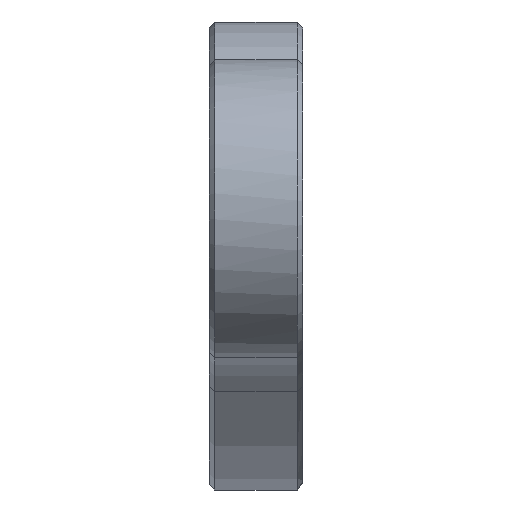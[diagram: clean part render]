
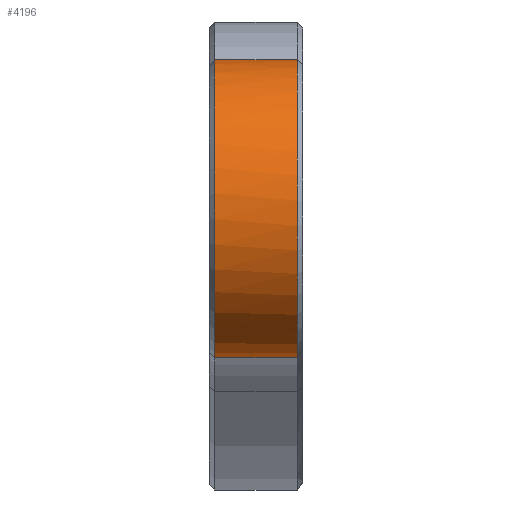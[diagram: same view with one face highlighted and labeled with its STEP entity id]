
A CAD part, left-side view. The second image highlights one B-rep face of the part: STEP entity #4196.
In plain terms, the highlighted cylindrical face has radius 8 mm (diameter 16 mm), a partial arc.
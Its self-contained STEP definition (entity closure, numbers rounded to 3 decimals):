
#19 = CIRCLE ( 'NONE', #4346, 8. ) ;
#45 = ORIENTED_EDGE ( 'NONE', *, *, #2969, .T. ) ;
#252 = CARTESIAN_POINT ( 'NONE',  ( 0., 2.2, 0. ) ) ;
#315 = CARTESIAN_POINT ( 'NONE',  ( 0., -2.2, 8. ) ) ;
#513 = DIRECTION ( 'NONE',  ( 0., -1., 0. ) ) ;
#766 = AXIS2_PLACEMENT_3D ( 'NONE', #252, #2618, #2024 ) ;
#832 = CARTESIAN_POINT ( 'NONE',  ( 5.682, 2.5, 5.632 ) ) ;
#977 = DIRECTION ( 'NONE',  ( 0., 0., 1. ) ) ;
#1176 = AXIS2_PLACEMENT_3D ( 'NONE', #2132, #513, #5225 ) ;
#1407 = LINE ( 'NONE', #832, #2846 ) ;
#1535 = CARTESIAN_POINT ( 'NONE',  ( -0.922, 2.5, -7.947 ) ) ;
#1588 = FACE_OUTER_BOUND ( 'NONE', #5174, .T. ) ;
#1672 = VECTOR ( 'NONE', #5101, 1000. ) ;
#1679 = EDGE_CURVE ( 'NONE', #7320, #7205, #4248, .T. ) ;
#2024 = DIRECTION ( 'NONE',  ( 0., 0., 1. ) ) ;
#2132 = CARTESIAN_POINT ( 'NONE',  ( 0., 2.5, 0. ) ) ;
#2618 = DIRECTION ( 'NONE',  ( 0., -1., 0. ) ) ;
#2846 = VECTOR ( 'NONE', #3243, 1000. ) ;
#2969 = EDGE_CURVE ( 'NONE', #7242, #4506, #4480, .T. ) ;
#3199 = ORIENTED_EDGE ( 'NONE', *, *, #1679, .T. ) ;
#3243 = DIRECTION ( 'NONE',  ( 0., -1., 0. ) ) ;
#3630 = AXIS2_PLACEMENT_3D ( 'NONE', #7549, #6250, #977 ) ;
#3713 = CARTESIAN_POINT ( 'NONE',  ( 0., -2.2, 0. ) ) ;
#3733 = EDGE_CURVE ( 'NONE', #5560, #7320, #19, .T. ) ;
#3880 = CARTESIAN_POINT ( 'NONE',  ( 5.682, 2.2, 5.632 ) ) ;
#4042 = ORIENTED_EDGE ( 'NONE', *, *, #4537, .T. ) ;
#4196 = ADVANCED_FACE ( 'NONE', ( #1588 ), #5796, .T. ) ;
#4248 = CIRCLE ( 'NONE', #3630, 8. ) ;
#4259 = DIRECTION ( 'NONE',  ( 0., 1., 0. ) ) ;
#4277 = ORIENTED_EDGE ( 'NONE', *, *, #3733, .T. ) ;
#4292 = DIRECTION ( 'NONE',  ( 0., 0., 1. ) ) ;
#4346 = AXIS2_PLACEMENT_3D ( 'NONE', #3713, #4259, #4292 ) ;
#4480 = CIRCLE ( 'NONE', #766, 8. ) ;
#4506 = VERTEX_POINT ( 'NONE', #6988 ) ;
#4537 = EDGE_CURVE ( 'NONE', #4506, #5560, #6359, .T. ) ;
#5101 = DIRECTION ( 'NONE',  ( 0., -1., 0. ) ) ;
#5174 = EDGE_LOOP ( 'NONE', ( #4042, #4277, #3199, #7003, #45 ) ) ;
#5181 = CARTESIAN_POINT ( 'NONE',  ( -0.922, -2.2, -7.947 ) ) ;
#5225 = DIRECTION ( 'NONE',  ( 0., 0., -1. ) ) ;
#5560 = VERTEX_POINT ( 'NONE', #5181 ) ;
#5796 = CYLINDRICAL_SURFACE ( 'NONE', #1176, 8. ) ;
#6250 = DIRECTION ( 'NONE',  ( 0., 1., 0. ) ) ;
#6359 = LINE ( 'NONE', #1535, #1672 ) ;
#6613 = CARTESIAN_POINT ( 'NONE',  ( 5.682, -2.2, 5.632 ) ) ;
#6925 = EDGE_CURVE ( 'NONE', #7242, #7205, #1407, .T. ) ;
#6988 = CARTESIAN_POINT ( 'NONE',  ( -0.922, 2.2, -7.947 ) ) ;
#7003 = ORIENTED_EDGE ( 'NONE', *, *, #6925, .F. ) ;
#7205 = VERTEX_POINT ( 'NONE', #6613 ) ;
#7242 = VERTEX_POINT ( 'NONE', #3880 ) ;
#7320 = VERTEX_POINT ( 'NONE', #315 ) ;
#7549 = CARTESIAN_POINT ( 'NONE',  ( 0., -2.2, 0. ) ) ;
